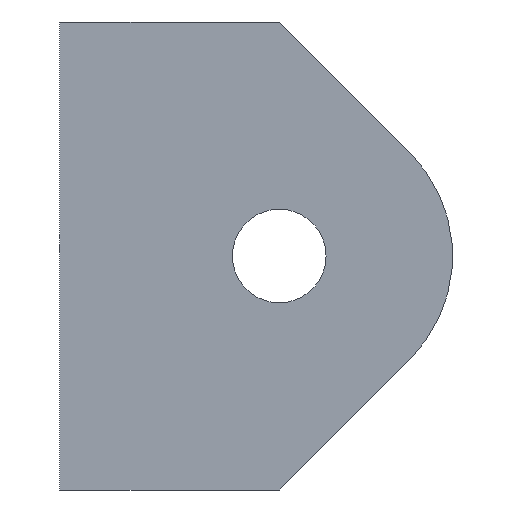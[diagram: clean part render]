
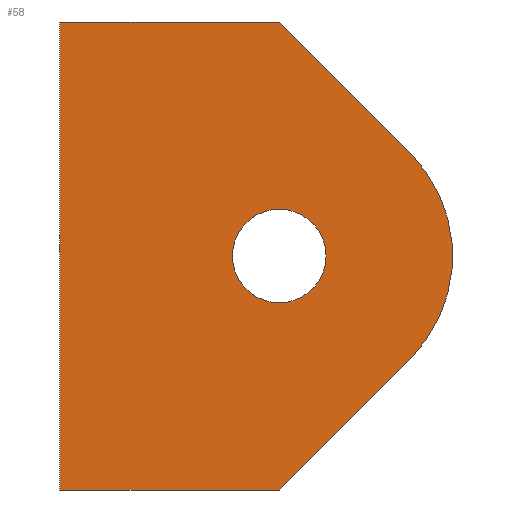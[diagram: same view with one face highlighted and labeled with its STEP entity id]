
A CAD part, front view. The second image highlights one B-rep face of the part: STEP entity #58.
In plain terms, the highlighted planar face has unit normal (0, -1, 0).
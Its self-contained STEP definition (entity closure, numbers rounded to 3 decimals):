
#11 = DIRECTION ( 'NONE',  ( 0., 0., -1. ) ) ;
#16 = VERTEX_POINT ( 'NONE', #61 ) ;
#27 = EDGE_CURVE ( 'NONE', #95, #16, #354, .T. ) ;
#33 = CARTESIAN_POINT ( 'NONE',  ( 8.429, 0., 0. ) ) ;
#39 = LINE ( 'NONE', #147, #188 ) ;
#43 = CIRCLE ( 'NONE', #256, 1.6 ) ;
#45 = CARTESIAN_POINT ( 'NONE',  ( 7.5, 0., -1.6 ) ) ;
#47 = EDGE_CURVE ( 'NONE', #236, #372, #82, .T. ) ;
#50 = ORIENTED_EDGE ( 'NONE', *, *, #159, .F. ) ;
#56 = DIRECTION ( 'NONE',  ( 0., -1., 0. ) ) ;
#58 = ADVANCED_FACE ( 'NONE', ( #91, #174 ), #287, .T. ) ;
#61 = CARTESIAN_POINT ( 'NONE',  ( 7.5, 0., 8. ) ) ;
#67 = ORIENTED_EDGE ( 'NONE', *, *, #47, .F. ) ;
#69 = CARTESIAN_POINT ( 'NONE',  ( 0., 0., 8. ) ) ;
#71 = DIRECTION ( 'NONE',  ( 1., 0., 0. ) ) ;
#81 = VECTOR ( 'NONE', #299, 1000. ) ;
#82 = CIRCLE ( 'NONE', #175, 5. ) ;
#84 = LINE ( 'NONE', #142, #173 ) ;
#85 = CARTESIAN_POINT ( 'NONE',  ( 7.5, 0., 1.6 ) ) ;
#89 = DIRECTION ( 'NONE',  ( 0., 1., 0. ) ) ;
#91 = FACE_BOUND ( 'NONE', #369, .T. ) ;
#93 = VERTEX_POINT ( 'NONE', #333 ) ;
#95 = VERTEX_POINT ( 'NONE', #187 ) ;
#104 = ORIENTED_EDGE ( 'NONE', *, *, #27, .F. ) ;
#122 = CARTESIAN_POINT ( 'NONE',  ( 7.5, 0., 0. ) ) ;
#125 = VERTEX_POINT ( 'NONE', #45 ) ;
#136 = LINE ( 'NONE', #311, #317 ) ;
#140 = EDGE_CURVE ( 'NONE', #372, #186, #189, .T. ) ;
#142 = CARTESIAN_POINT ( 'NONE',  ( 0., 0., -8. ) ) ;
#146 = DIRECTION ( 'NONE',  ( 0., -1., 0. ) ) ;
#147 = CARTESIAN_POINT ( 'NONE',  ( 0., 0., 8. ) ) ;
#159 = EDGE_CURVE ( 'NONE', #125, #254, #325, .T. ) ;
#163 = AXIS2_PLACEMENT_3D ( 'NONE', #351, #56, #229 ) ;
#173 = VECTOR ( 'NONE', #257, 1000. ) ;
#174 = FACE_OUTER_BOUND ( 'NONE', #374, .T. ) ;
#175 = AXIS2_PLACEMENT_3D ( 'NONE', #183, #89, #200 ) ;
#179 = EDGE_CURVE ( 'NONE', #186, #93, #84, .T. ) ;
#183 = CARTESIAN_POINT ( 'NONE',  ( 8.429, 0., 0. ) ) ;
#184 = CARTESIAN_POINT ( 'NONE',  ( 7.5, 0., -8. ) ) ;
#186 = VERTEX_POINT ( 'NONE', #260 ) ;
#187 = CARTESIAN_POINT ( 'NONE',  ( 0., 0., 8. ) ) ;
#188 = VECTOR ( 'NONE', #353, 1000. ) ;
#189 = LINE ( 'NONE', #184, #81 ) ;
#200 = DIRECTION ( 'NONE',  ( 0., 0., -1. ) ) ;
#212 = DIRECTION ( 'NONE',  ( 0., 0., -1. ) ) ;
#223 = ORIENTED_EDGE ( 'NONE', *, *, #343, .F. ) ;
#229 = DIRECTION ( 'NONE',  ( 0., 0., -1. ) ) ;
#236 = VERTEX_POINT ( 'NONE', #255 ) ;
#237 = DIRECTION ( 'NONE',  ( 0., -1., 0. ) ) ;
#240 = ORIENTED_EDGE ( 'NONE', *, *, #302, .F. ) ;
#250 = ORIENTED_EDGE ( 'NONE', *, *, #140, .F. ) ;
#254 = VERTEX_POINT ( 'NONE', #85 ) ;
#255 = CARTESIAN_POINT ( 'NONE',  ( 11.964, 0., 3.536 ) ) ;
#256 = AXIS2_PLACEMENT_3D ( 'NONE', #122, #237, #11 ) ;
#257 = DIRECTION ( 'NONE',  ( -1., 0., 0. ) ) ;
#260 = CARTESIAN_POINT ( 'NONE',  ( 7.5, 0., -8. ) ) ;
#287 = PLANE ( 'NONE',  #352 ) ;
#288 = CARTESIAN_POINT ( 'NONE',  ( 11.964, 0., -3.536 ) ) ;
#295 = ORIENTED_EDGE ( 'NONE', *, *, #179, .F. ) ;
#299 = DIRECTION ( 'NONE',  ( -0.707, 0., -0.707 ) ) ;
#302 = EDGE_CURVE ( 'NONE', #16, #236, #136, .T. ) ;
#311 = CARTESIAN_POINT ( 'NONE',  ( 7.5, 0., 8. ) ) ;
#317 = VECTOR ( 'NONE', #375, 1000. ) ;
#319 = ORIENTED_EDGE ( 'NONE', *, *, #359, .F. ) ;
#325 = CIRCLE ( 'NONE', #163, 1.6 ) ;
#327 = VECTOR ( 'NONE', #71, 1000. ) ;
#333 = CARTESIAN_POINT ( 'NONE',  ( 0., 0., -8. ) ) ;
#343 = EDGE_CURVE ( 'NONE', #254, #125, #43, .T. ) ;
#351 = CARTESIAN_POINT ( 'NONE',  ( 7.5, 0., 0. ) ) ;
#352 = AXIS2_PLACEMENT_3D ( 'NONE', #33, #146, #212 ) ;
#353 = DIRECTION ( 'NONE',  ( 0., 0., 1. ) ) ;
#354 = LINE ( 'NONE', #69, #327 ) ;
#359 = EDGE_CURVE ( 'NONE', #93, #95, #39, .T. ) ;
#369 = EDGE_LOOP ( 'NONE', ( #223, #50 ) ) ;
#372 = VERTEX_POINT ( 'NONE', #288 ) ;
#374 = EDGE_LOOP ( 'NONE', ( #250, #67, #240, #104, #319, #295 ) ) ;
#375 = DIRECTION ( 'NONE',  ( 0.707, 0., -0.707 ) ) ;
